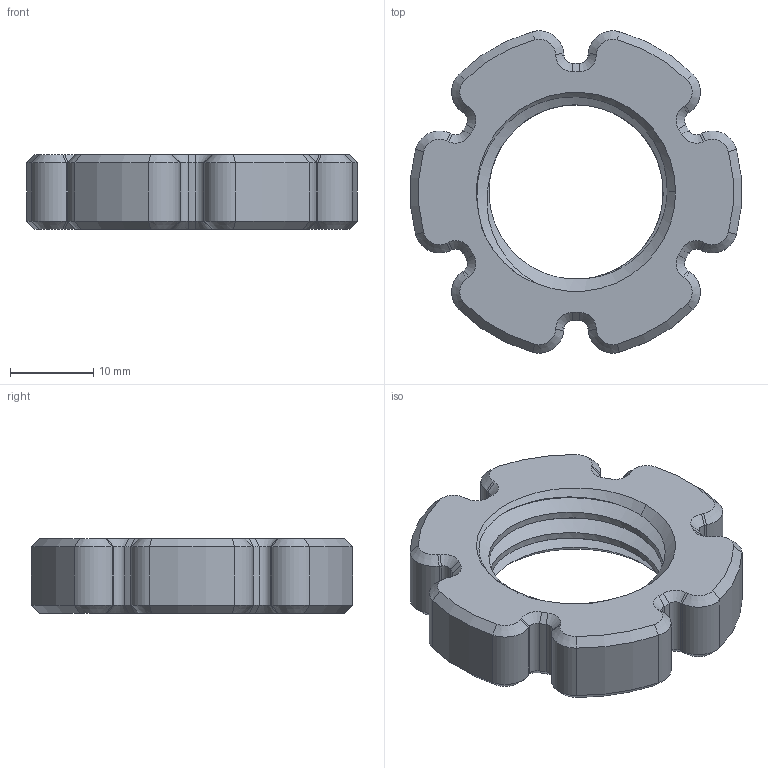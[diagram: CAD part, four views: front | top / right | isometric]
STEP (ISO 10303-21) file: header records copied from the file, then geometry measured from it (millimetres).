
FILE_DESCRIPTION(/* description */ ('','CAx-IF Rec.Pracs.---Representation and Presentation of Product Manufacturing Information (PMI)---4.0---2014-10-13'),/* implementation_level */ '2;1');
FILE_NAME(/* name */ '24mm Nut - Hex Flower - Single Threaded.step',/* time_stamp */ '2025-02-18T18:57:20-05:00',/* author */ (''),/* organization */ (''),/* preprocessor_version */ 'ST-DEVELOPER v20',/* originating_system */ 'Autodesk Translation Framework v13.20.0.188',/* authorisation */ '');
FILE_SCHEMA (('AP242_MANAGED_MODEL_BASED_3D_ENGINEERING_MIM_LF { 1 0 10303 442 1 1 4 }'));
Length unit declared in the file: millimetre
Products named in the file (1): 24mm Nut - Hex Flower - Single Threaded
Bounding box: 39.85 x 38.79 x 9 mm (x, y, z)
Volume: 6540.5 mm3; surface area: 3606.5 mm2
Topology: 1 solids, 1 shells, 160 faces, 378 edges, 220 vertices
Faces by surface type: cone 76, cylinder 44, plane 38, bspline 2
Full cylindrical faces by diameter (mm): 21.002 x2, 24.349 x2
Entity records: 5937 total; most frequent: CARTESIAN_POINT 2178, DIRECTION 826, ORIENTED_EDGE 756, EDGE_CURVE 378, AXIS2_PLACEMENT_3D 313, VERTEX_POINT 220, LINE 200, VECTOR 200
